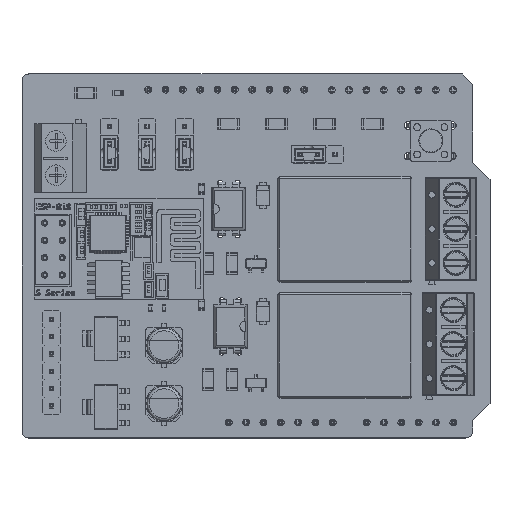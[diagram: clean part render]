
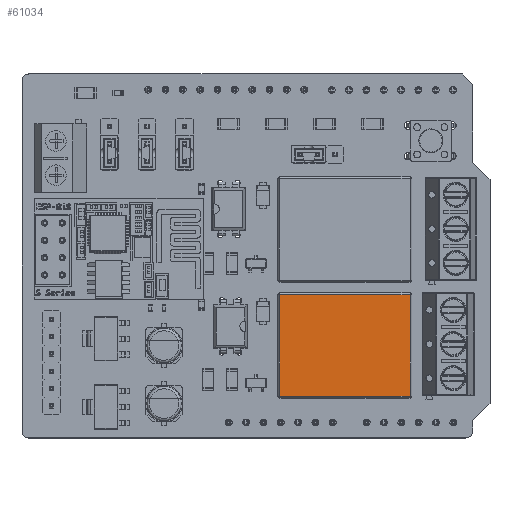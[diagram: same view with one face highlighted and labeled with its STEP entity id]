
A CAD part, top view. The second image highlights one B-rep face of the part: STEP entity #61034.
In plain terms, the highlighted free-form (B-spline) face has degree [1, 1] with [2, 2] control points.
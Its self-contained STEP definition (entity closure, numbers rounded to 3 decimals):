
#60375 = EDGE_CURVE('',#60376,#60378,#60380,.T.);
#60376 = VERTEX_POINT('',#60377);
#60377 = CARTESIAN_POINT('',(160.276,-112.66,
    16.73));
#60378 = VERTEX_POINT('',#60379);
#60379 = CARTESIAN_POINT('',(180.76,-112.66,
    16.73));
#60380 = B_SPLINE_CURVE_WITH_KNOTS('',1,(#60381,#60382),.UNSPECIFIED.,
  .F.,.F.,(2,2),(0.,19.1),.PIECEWISE_BEZIER_KNOTS.);
#60381 = CARTESIAN_POINT('',(160.276,-112.66,
    16.73));
#60382 = CARTESIAN_POINT('',(180.76,-112.66,
    16.73));
#60444 = EDGE_CURVE('',#60378,#60445,#60447,.T.);
#60445 = VERTEX_POINT('',#60446);
#60446 = CARTESIAN_POINT('',(180.76,-128.639,
    16.73));
#60447 = B_SPLINE_CURVE_WITH_KNOTS('',1,(#60448,#60449),.UNSPECIFIED.,
  .F.,.F.,(2,2),(0.,14.9),.PIECEWISE_BEZIER_KNOTS.);
#60448 = CARTESIAN_POINT('',(180.76,-112.66,
    16.73));
#60449 = CARTESIAN_POINT('',(180.76,-128.639,
    16.73));
#60511 = EDGE_CURVE('',#60512,#60376,#60514,.T.);
#60512 = VERTEX_POINT('',#60513);
#60513 = CARTESIAN_POINT('',(160.276,-128.639,
    16.73));
#60514 = B_SPLINE_CURVE_WITH_KNOTS('',1,(#60515,#60516),.UNSPECIFIED.,
  .F.,.F.,(2,2),(0.,14.9),.PIECEWISE_BEZIER_KNOTS.);
#60515 = CARTESIAN_POINT('',(160.276,-128.639,
    16.73));
#60516 = CARTESIAN_POINT('',(160.276,-112.66,
    16.73));
#60578 = EDGE_CURVE('',#60445,#60512,#60579,.T.);
#60579 = B_SPLINE_CURVE_WITH_KNOTS('',1,(#60580,#60581),.UNSPECIFIED.,
  .F.,.F.,(2,2),(0.,19.1),.PIECEWISE_BEZIER_KNOTS.);
#60580 = CARTESIAN_POINT('',(180.76,-128.639,
    16.73));
#60581 = CARTESIAN_POINT('',(160.276,-128.639,
    16.73));
#61034 = ADVANCED_FACE('',(#61035),#61041,.F.);
#61035 = FACE_BOUND('',#61036,.T.);
#61036 = EDGE_LOOP('',(#61037,#61038,#61039,#61040));
#61037 = ORIENTED_EDGE('',*,*,#60375,.F.);
#61038 = ORIENTED_EDGE('',*,*,#60511,.F.);
#61039 = ORIENTED_EDGE('',*,*,#60578,.F.);
#61040 = ORIENTED_EDGE('',*,*,#60444,.F.);
#61041 = B_SPLINE_SURFACE_WITH_KNOTS('',1,1,(
    (#61042,#61043)
    ,(#61044,#61045
  )),.UNSPECIFIED.,.F.,.F.,.F.,(2,2),(2,2),(-9.55,9.55),(-7.45,7.45),
  .PIECEWISE_BEZIER_KNOTS.);
#61042 = CARTESIAN_POINT('',(180.76,-128.639,
    16.73));
#61043 = CARTESIAN_POINT('',(180.76,-112.66,
    16.73));
#61044 = CARTESIAN_POINT('',(160.276,-128.639,
    16.73));
#61045 = CARTESIAN_POINT('',(160.276,-112.66,
    16.73));
